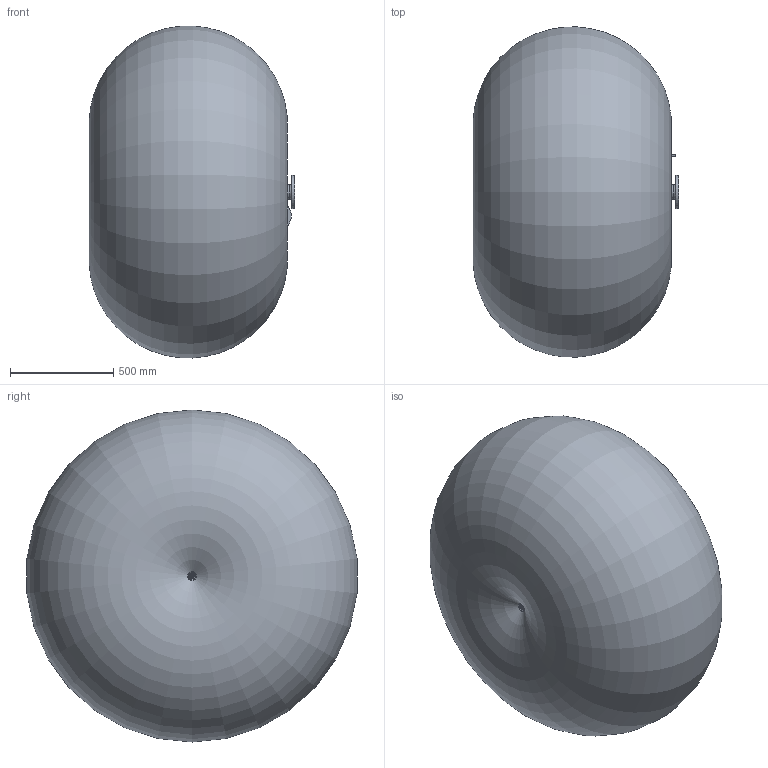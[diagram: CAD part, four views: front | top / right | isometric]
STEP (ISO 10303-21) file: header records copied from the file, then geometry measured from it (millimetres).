
FILE_DESCRIPTION(('STEP AP203'), '1');
FILE_NAME('Ýëåêòðîíàñîñíûé àãðåãàò ÕÌ 25_80Ê5_15,0_2', '2017-03-09T14:06:27', ('UNSPECIFIED'), ('UNSPECIFIED'), 'ASCON STEP Converter 1.3', 'ASCON Math Kernel', '');
FILE_SCHEMA(('CONFIG_CONTROL_DESIGN'));
Length unit declared in the file: millimetre
Products named in the file (20): Ýëåêòðîíàñîñíûé àãðåãàò ÕÌ 25_80Ê5_15,0_2; Áîëò Ì16; Áîëò Ì10 (äë); Êàñòðþëÿ (1) 25_80; Ãàéêà Ì12; Áîëò Ì12; ﾘ琺矜 (ﾌ16); ﾘ琺矜; Îòâîä 25_80; 婜縺蹞 25_80; Ãàéêà Ì16; Ãàéêà; ﾘ琺矜 ﾌ12; Êàñòðþëÿ (2) 25_80; 扻錪犩 25_80; 冓憵 25_80; 婑鳧氀 Dy50; Ôëàíåö ôîíàðÿ 25_80; 160M_TOP; 婑鳧氀 Dy65
Assembly tree (59 placements, depth 2):
  Ýëåêòðîíàñîñíûé àãðåãàò ÕÌ 25_80Ê5_15,0_2
    Áîëò Ì16  x4
    Áîëò Ì10 (äë)  x4
    Êàñòðþëÿ (1) 25_80
    Ãàéêà Ì12  x8
    Áîëò Ì12  x8
    ﾘ琺矜 (ﾌ16)  x4
    ﾘ琺矜  x4
    Îòâîä 25_80
    婜縺蹞 25_80
    Ãàéêà Ì16  x4
    Ãàéêà  x4
    ﾘ琺矜 ﾌ12  x8
    Êàñòðþëÿ (2) 25_80
    扻錪犩 25_80
    冓憵 25_80  x2
    婑鳧氀 Dy50
    Ôëàíåö ôîíàðÿ 25_80
    160M_TOP
    婑鳧氀 Dy65
Bounding box: 995.73 x 1597.13 x 1605.93 mm (x, y, z)
Volume: 1505707799.9 mm3; surface area: 9326638.2 mm2
Topology: 67 solids, 67 shells, 2825 faces, 7049 edges, 4394 vertices
Faces by surface type: plane 1167, cylinder 632, cone 506, torus 260, bspline 242, sphere 18
Full cylindrical faces by diameter (mm): 3 x1, 6.7 x4, 8.5 x4, 10 x4, 11 x4, 12 x20, 13 x34, 14 x8, 14.5 x4, 15 x4, 16 x12, 17 x4, 18 x2, 19 x8, 20 x4, 24 x9, 30 x4, 37 x1, 40 x1, 41.4 x1, 42 x1, 45 x1, 50 x1, 52 x1, 53 x1, 55 x1, 63 x1, 65 x2, 68 x2, 84 x1
Entity records: 123874 total; most frequent: CARTESIAN_POINT 52657, ORIENTED_EDGE 11108, DIRECTION 9930, EDGE_CURVE 5554, AXIS2_PLACEMENT_3D 3810, VERTEX_POINT 3633, EDGE_LOOP 2631, FACE_BOUND 2312
